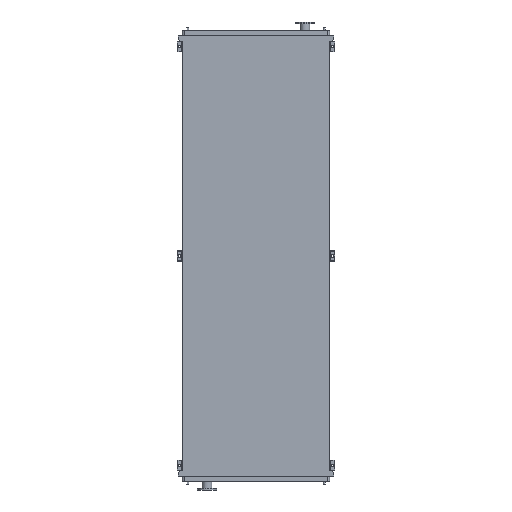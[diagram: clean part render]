
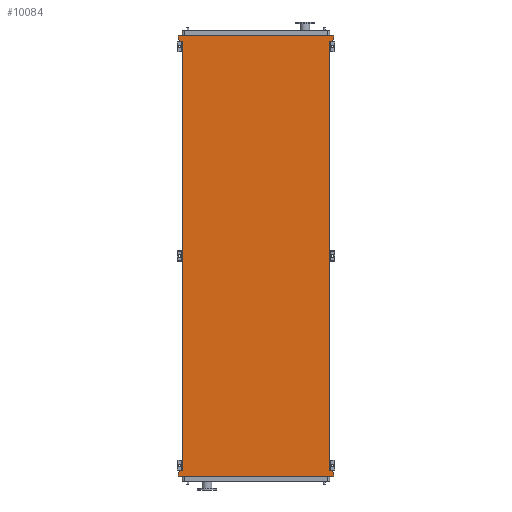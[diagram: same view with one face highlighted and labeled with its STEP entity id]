
A CAD part, front view. The second image highlights one B-rep face of the part: STEP entity #10084.
In plain terms, the highlighted planar face has unit normal (0, -1, 0).
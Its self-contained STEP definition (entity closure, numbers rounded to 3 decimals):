
#15 = VERTEX_POINT ( 'NONE', #21957 ) ;
#30 = CARTESIAN_POINT ( 'NONE',  ( 845., 0., -4850. ) ) ;
#57 = VERTEX_POINT ( 'NONE', #7041 ) ;
#185 = DIRECTION ( 'NONE',  ( 0., 0., 1. ) ) ;
#204 = VERTEX_POINT ( 'NONE', #16789 ) ;
#252 = DIRECTION ( 'NONE',  ( 0., 0., 1. ) ) ;
#266 = VECTOR ( 'NONE', #835, 1000. ) ;
#329 = ORIENTED_EDGE ( 'NONE', *, *, #13784, .F. ) ;
#580 = LINE ( 'NONE', #7662, #9346 ) ;
#731 = CARTESIAN_POINT ( 'NONE',  ( 891., 0., 53. ) ) ;
#835 = DIRECTION ( 'NONE',  ( 0.655, 0., 0.755 ) ) ;
#861 = LINE ( 'NONE', #17657, #266 ) ;
#1221 = CARTESIAN_POINT ( 'NONE',  ( -891., 0., -4945. ) ) ;
#1466 = CARTESIAN_POINT ( 'NONE',  ( 845., 0., -4850. ) ) ;
#1787 = AXIS2_PLACEMENT_3D ( 'NONE', #11720, #4278, #17347 ) ;
#1798 = ORIENTED_EDGE ( 'NONE', *, *, #11991, .F. ) ;
#2492 = EDGE_CURVE ( 'NONE', #17926, #12383, #5570, .T. ) ;
#3261 = CARTESIAN_POINT ( 'NONE',  ( -845., 0., -4850. ) ) ;
#3659 = ORIENTED_EDGE ( 'NONE', *, *, #6232, .F. ) ;
#3739 = EDGE_CURVE ( 'NONE', #12383, #23072, #861, .T. ) ;
#4278 = DIRECTION ( 'NONE',  ( 0., -1., 0. ) ) ;
#4407 = DIRECTION ( 'NONE',  ( 1., 0., 0. ) ) ;
#4986 = VERTEX_POINT ( 'NONE', #18855 ) ;
#5000 = CARTESIAN_POINT ( 'NONE',  ( 891., 0., 95. ) ) ;
#5115 = LINE ( 'NONE', #5574, #8344 ) ;
#5570 = LINE ( 'NONE', #9570, #14370 ) ;
#5574 = CARTESIAN_POINT ( 'NONE',  ( 891., 0., -4945. ) ) ;
#5976 = ORIENTED_EDGE ( 'NONE', *, *, #22542, .T. ) ;
#6154 = EDGE_CURVE ( 'NONE', #4986, #18562, #22398, .T. ) ;
#6232 = EDGE_CURVE ( 'NONE', #204, #11893, #6860, .T. ) ;
#6273 = LINE ( 'NONE', #9507, #21228 ) ;
#6277 = VECTOR ( 'NONE', #10147, 1000. ) ;
#6747 = EDGE_LOOP ( 'NONE', ( #5976, #18393, #329, #18089, #16110, #3659, #1798, #23499, #9147, #19372, #6914, #21499 ) ) ;
#6860 = LINE ( 'NONE', #23221, #6277 ) ;
#6914 = ORIENTED_EDGE ( 'NONE', *, *, #19246, .F. ) ;
#6932 = CARTESIAN_POINT ( 'NONE',  ( 891., 0., -4903. ) ) ;
#7041 = CARTESIAN_POINT ( 'NONE',  ( 891., 0., -4945. ) ) ;
#7662 = CARTESIAN_POINT ( 'NONE',  ( 891., 0., 95. ) ) ;
#7935 = PLANE ( 'NONE',  #1787 ) ;
#8344 = VECTOR ( 'NONE', #11249, 1000. ) ;
#8424 = LINE ( 'NONE', #17308, #12811 ) ;
#8542 = LINE ( 'NONE', #3261, #13531 ) ;
#9147 = ORIENTED_EDGE ( 'NONE', *, *, #2492, .F. ) ;
#9346 = VECTOR ( 'NONE', #9567, 1000. ) ;
#9507 = CARTESIAN_POINT ( 'NONE',  ( -891., 0., 53. ) ) ;
#9567 = DIRECTION ( 'NONE',  ( 0., 0., -1. ) ) ;
#9570 = CARTESIAN_POINT ( 'NONE',  ( -891., 0., -4945. ) ) ;
#10016 = EDGE_CURVE ( 'NONE', #11893, #4986, #6273, .T. ) ;
#10084 = ADVANCED_FACE ( 'NONE', ( #18849 ), #7935, .T. ) ;
#10147 = DIRECTION ( 'NONE',  ( -0.655, 0., 0.755 ) ) ;
#10735 = DIRECTION ( 'NONE',  ( 0., 0., 1. ) ) ;
#10925 = LINE ( 'NONE', #6932, #19673 ) ;
#11096 = LINE ( 'NONE', #1466, #19845 ) ;
#11249 = DIRECTION ( 'NONE',  ( -1., 0., 0. ) ) ;
#11720 = CARTESIAN_POINT ( 'NONE',  ( -845., 0., -4850. ) ) ;
#11755 = DIRECTION ( 'NONE',  ( 0., 0., 1. ) ) ;
#11893 = VERTEX_POINT ( 'NONE', #14070 ) ;
#11991 = EDGE_CURVE ( 'NONE', #23072, #204, #8542, .T. ) ;
#12383 = VERTEX_POINT ( 'NONE', #17311 ) ;
#12811 = VECTOR ( 'NONE', #11755, 1000. ) ;
#13154 = DIRECTION ( 'NONE',  ( -0.655, 0., -0.755 ) ) ;
#13172 = VERTEX_POINT ( 'NONE', #30 ) ;
#13183 = CARTESIAN_POINT ( 'NONE',  ( -845., 0., -4850. ) ) ;
#13531 = VECTOR ( 'NONE', #10735, 1000. ) ;
#13784 = EDGE_CURVE ( 'NONE', #18562, #19869, #580, .T. ) ;
#14070 = CARTESIAN_POINT ( 'NONE',  ( -891., 0., 53. ) ) ;
#14248 = EDGE_CURVE ( 'NONE', #13172, #23209, #11096, .T. ) ;
#14370 = VECTOR ( 'NONE', #252, 1000. ) ;
#15037 = CARTESIAN_POINT ( 'NONE',  ( 891., 0., 53. ) ) ;
#16110 = ORIENTED_EDGE ( 'NONE', *, *, #10016, .F. ) ;
#16789 = CARTESIAN_POINT ( 'NONE',  ( -845., 0., 0. ) ) ;
#17308 = CARTESIAN_POINT ( 'NONE',  ( 845., 0., -4850. ) ) ;
#17311 = CARTESIAN_POINT ( 'NONE',  ( -891., 0., -4903. ) ) ;
#17347 = DIRECTION ( 'NONE',  ( 0., 0., -1. ) ) ;
#17411 = VECTOR ( 'NONE', #4407, 1000. ) ;
#17528 = EDGE_CURVE ( 'NONE', #19869, #15, #22949, .T. ) ;
#17657 = CARTESIAN_POINT ( 'NONE',  ( -891., 0., -4903. ) ) ;
#17926 = VERTEX_POINT ( 'NONE', #1221 ) ;
#18089 = ORIENTED_EDGE ( 'NONE', *, *, #6154, .F. ) ;
#18143 = DIRECTION ( 'NONE',  ( 0., 0., -1. ) ) ;
#18393 = ORIENTED_EDGE ( 'NONE', *, *, #17528, .F. ) ;
#18562 = VERTEX_POINT ( 'NONE', #5000 ) ;
#18849 = FACE_OUTER_BOUND ( 'NONE', #6747, .T. ) ;
#18855 = CARTESIAN_POINT ( 'NONE',  ( -891., 0., 95. ) ) ;
#19246 = EDGE_CURVE ( 'NONE', #23209, #57, #10925, .T. ) ;
#19372 = ORIENTED_EDGE ( 'NONE', *, *, #23030, .F. ) ;
#19673 = VECTOR ( 'NONE', #18143, 1000. ) ;
#19845 = VECTOR ( 'NONE', #22067, 1000. ) ;
#19869 = VERTEX_POINT ( 'NONE', #731 ) ;
#21228 = VECTOR ( 'NONE', #185, 1000. ) ;
#21499 = ORIENTED_EDGE ( 'NONE', *, *, #14248, .F. ) ;
#21603 = CARTESIAN_POINT ( 'NONE',  ( 891., 0., -4903. ) ) ;
#21957 = CARTESIAN_POINT ( 'NONE',  ( 845., 0., 0. ) ) ;
#22067 = DIRECTION ( 'NONE',  ( 0.655, 0., -0.755 ) ) ;
#22360 = VECTOR ( 'NONE', #13154, 1000. ) ;
#22398 = LINE ( 'NONE', #23071, #17411 ) ;
#22542 = EDGE_CURVE ( 'NONE', #13172, #15, #8424, .T. ) ;
#22949 = LINE ( 'NONE', #15037, #22360 ) ;
#23030 = EDGE_CURVE ( 'NONE', #57, #17926, #5115, .T. ) ;
#23071 = CARTESIAN_POINT ( 'NONE',  ( -891., 0., 95. ) ) ;
#23072 = VERTEX_POINT ( 'NONE', #13183 ) ;
#23209 = VERTEX_POINT ( 'NONE', #21603 ) ;
#23221 = CARTESIAN_POINT ( 'NONE',  ( -845., 0., 0. ) ) ;
#23499 = ORIENTED_EDGE ( 'NONE', *, *, #3739, .F. ) ;
